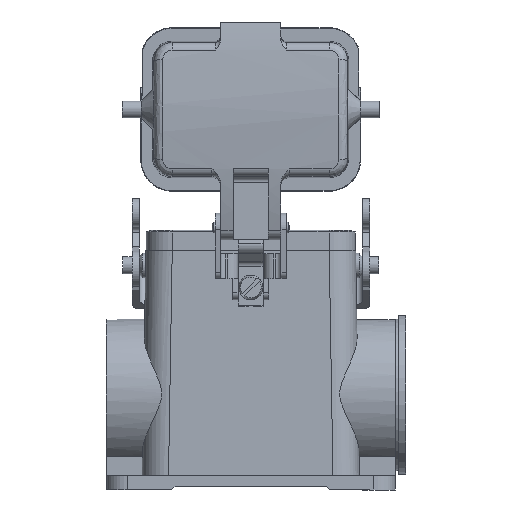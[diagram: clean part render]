
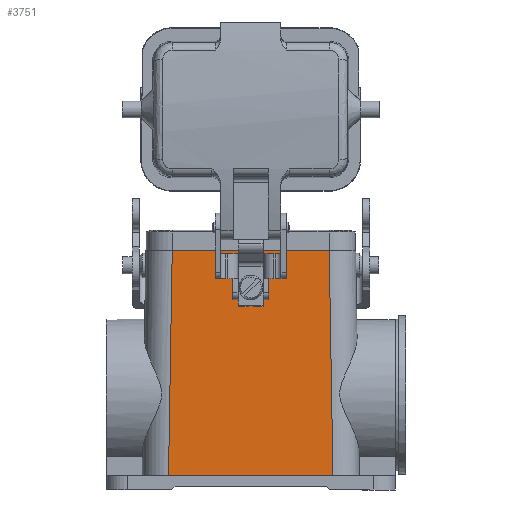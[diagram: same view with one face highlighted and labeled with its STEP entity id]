
A CAD part, front view. The second image highlights one B-rep face of the part: STEP entity #3751.
In plain terms, the highlighted planar face has unit normal (0, -1, 0.009).
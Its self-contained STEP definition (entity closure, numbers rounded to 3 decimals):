
#3551=CARTESIAN_POINT('',(0.0,-22.075,-58.25));
#3552=DIRECTION('',(0.0,-1.,0.009));
#3553=DIRECTION('',(0.0,-0.009,-1.));
#3554=AXIS2_PLACEMENT_3D('',#3551,#3552,#3553);
#3555=PLANE('',#3554);
#3556=CARTESIAN_POINT('',(-1.75,-21.511,4.45));
#3557=VERTEX_POINT('',#3556);
#3558=CARTESIAN_POINT('',(-1.75,-21.509,4.75));
#3559=VERTEX_POINT('',#3558);
#3560=CARTESIAN_POINT('',(-1.75,-21.511,4.45));
#3561=DIRECTION('',(0.0,0.009,1.));
#3562=VECTOR('',#3561,0.3);
#3563=LINE('',#3560,#3562);
#3564=EDGE_CURVE('',#3557,#3559,#3563,.T.);
#3565=ORIENTED_EDGE('',*,*,#3564,.F.);
#3566=CARTESIAN_POINT('',(-1.6,-21.511,4.45));
#3567=VERTEX_POINT('',#3566);
#3568=CARTESIAN_POINT('',(-1.6,-21.511,4.45));
#3569=DIRECTION('',(-1.0,0.0,0.0));
#3570=VECTOR('',#3569,0.15);
#3571=LINE('',#3568,#3570);
#3572=EDGE_CURVE('',#3567,#3557,#3571,.T.);
#3573=ORIENTED_EDGE('',*,*,#3572,.F.);
#3574=CARTESIAN_POINT('',(-1.6,-21.5,5.7));
#3575=VERTEX_POINT('',#3574);
#3576=CARTESIAN_POINT('',(-1.6,-21.5,5.7));
#3577=DIRECTION('',(0.0,-0.009,-1.));
#3578=VECTOR('',#3577,1.25);
#3579=LINE('',#3576,#3578);
#3580=EDGE_CURVE('',#3575,#3567,#3579,.T.);
#3581=ORIENTED_EDGE('',*,*,#3580,.F.);
#3582=CARTESIAN_POINT('',(-22.3,-21.5,5.7));
#3583=VERTEX_POINT('',#3582);
#3584=CARTESIAN_POINT('',(-22.3,-21.5,5.7));
#3585=DIRECTION('',(1.0,0.0,0.0));
#3586=VECTOR('',#3585,20.7);
#3587=LINE('',#3584,#3586);
#3588=EDGE_CURVE('',#3583,#3575,#3587,.T.);
#3589=ORIENTED_EDGE('',*,*,#3588,.F.);
#3590=CARTESIAN_POINT('',(-23.35,-22.075,-58.25));
#3591=VERTEX_POINT('',#3590);
#3592=CARTESIAN_POINT('',(-22.3,-21.5,5.7));
#3593=DIRECTION('',(-0.016,-0.009,-1.));
#3594=VECTOR('',#3593,63.961);
#3595=LINE('',#3592,#3594);
#3596=EDGE_CURVE('',#3583,#3591,#3595,.T.);
#3597=ORIENTED_EDGE('',*,*,#3596,.T.);
#3598=CARTESIAN_POINT('',(23.35,-22.075,-58.25));
#3599=VERTEX_POINT('',#3598);
#3600=CARTESIAN_POINT('',(-23.35,-22.075,-58.25));
#3601=DIRECTION('',(1.0,0.0,0.0));
#3602=VECTOR('',#3601,46.7);
#3603=LINE('',#3600,#3602);
#3604=EDGE_CURVE('',#3591,#3599,#3603,.T.);
#3605=ORIENTED_EDGE('',*,*,#3604,.T.);
#3606=CARTESIAN_POINT('',(22.3,-21.5,5.7));
#3607=VERTEX_POINT('',#3606);
#3608=CARTESIAN_POINT('',(23.35,-22.075,-58.25));
#3609=DIRECTION('',(-0.016,0.009,1.));
#3610=VECTOR('',#3609,63.961);
#3611=LINE('',#3608,#3610);
#3612=EDGE_CURVE('',#3599,#3607,#3611,.T.);
#3613=ORIENTED_EDGE('',*,*,#3612,.T.);
#3614=CARTESIAN_POINT('',(1.6,-21.5,5.7));
#3615=VERTEX_POINT('',#3614);
#3616=CARTESIAN_POINT('',(1.6,-21.5,5.7));
#3617=DIRECTION('',(1.0,0.0,0.0));
#3618=VECTOR('',#3617,20.7);
#3619=LINE('',#3616,#3618);
#3620=EDGE_CURVE('',#3615,#3607,#3619,.T.);
#3621=ORIENTED_EDGE('',*,*,#3620,.F.);
#3622=CARTESIAN_POINT('',(1.6,-21.511,4.45));
#3623=VERTEX_POINT('',#3622);
#3624=CARTESIAN_POINT('',(1.6,-21.511,4.45));
#3625=DIRECTION('',(0.,0.009,1.));
#3626=VECTOR('',#3625,1.25);
#3627=LINE('',#3624,#3626);
#3628=EDGE_CURVE('',#3623,#3615,#3627,.T.);
#3629=ORIENTED_EDGE('',*,*,#3628,.F.);
#3630=CARTESIAN_POINT('',(1.75,-21.511,4.45));
#3631=VERTEX_POINT('',#3630);
#3632=CARTESIAN_POINT('',(1.75,-21.511,4.45));
#3633=DIRECTION('',(-1.0,0.0,0.0));
#3634=VECTOR('',#3633,0.15);
#3635=LINE('',#3632,#3634);
#3636=EDGE_CURVE('',#3631,#3623,#3635,.T.);
#3637=ORIENTED_EDGE('',*,*,#3636,.F.);
#3638=CARTESIAN_POINT('',(1.75,-21.509,4.75));
#3639=VERTEX_POINT('',#3638);
#3640=CARTESIAN_POINT('',(1.75,-21.509,4.75));
#3641=DIRECTION('',(0.0,-0.009,-1.));
#3642=VECTOR('',#3641,0.3);
#3643=LINE('',#3640,#3642);
#3644=EDGE_CURVE('',#3639,#3631,#3643,.T.);
#3645=ORIENTED_EDGE('',*,*,#3644,.F.);
#3646=CARTESIAN_POINT('',(3.6,-21.509,4.75));
#3647=VERTEX_POINT('',#3646);
#3648=CARTESIAN_POINT('',(3.6,-21.509,4.75));
#3649=DIRECTION('',(-1.0,0.0,0.0));
#3650=VECTOR('',#3649,1.85);
#3651=LINE('',#3648,#3650);
#3652=EDGE_CURVE('',#3647,#3639,#3651,.T.);
#3653=ORIENTED_EDGE('',*,*,#3652,.F.);
#3654=CARTESIAN_POINT('',(3.6,-21.625,-8.25));
#3655=VERTEX_POINT('',#3654);
#3656=CARTESIAN_POINT('',(3.6,-21.509,4.75));
#3657=DIRECTION('',(0.,-0.009,-1.));
#3658=VECTOR('',#3657,13.);
#3659=LINE('',#3656,#3658);
#3660=EDGE_CURVE('',#3647,#3655,#3659,.T.);
#3661=ORIENTED_EDGE('',*,*,#3660,.T.);
#3662=CARTESIAN_POINT('',(3.5,-21.625,-8.25));
#3663=VERTEX_POINT('',#3662);
#3664=CARTESIAN_POINT('',(3.5,-21.625,-8.25));
#3665=DIRECTION('',(1.0,0.0,0.0));
#3666=VECTOR('',#3665,0.1);
#3667=LINE('',#3664,#3666);
#3668=EDGE_CURVE('',#3663,#3655,#3667,.T.);
#3669=ORIENTED_EDGE('',*,*,#3668,.F.);
#3670=CARTESIAN_POINT('',(3.5,-21.643,-10.25));
#3671=VERTEX_POINT('',#3670);
#3672=CARTESIAN_POINT('',(3.5,-21.643,-10.25));
#3673=DIRECTION('',(0.0,0.009,1.));
#3674=VECTOR('',#3673,2.);
#3675=LINE('',#3672,#3674);
#3676=EDGE_CURVE('',#3671,#3663,#3675,.T.);
#3677=ORIENTED_EDGE('',*,*,#3676,.F.);
#3678=CARTESIAN_POINT('',(0.707,-21.643,-10.25));
#3679=VERTEX_POINT('',#3678);
#3680=CARTESIAN_POINT('',(0.707,-21.643,-10.25));
#3681=DIRECTION('',(1.0,0.0,0.0));
#3682=VECTOR('',#3681,2.793);
#3683=LINE('',#3680,#3682);
#3684=EDGE_CURVE('',#3679,#3671,#3683,.T.);
#3685=ORIENTED_EDGE('',*,*,#3684,.F.);
#3686=CARTESIAN_POINT('',(0.354,-21.64,-9.896));
#3687=VERTEX_POINT('',#3686);
#3688=CARTESIAN_POINT('',(0.354,-21.64,-9.896));
#3689=DIRECTION('',(0.707,-0.006,-0.707));
#3690=VECTOR('',#3689,0.5);
#3691=LINE('',#3688,#3690);
#3692=EDGE_CURVE('',#3687,#3679,#3691,.T.);
#3693=ORIENTED_EDGE('',*,*,#3692,.F.);
#3694=CARTESIAN_POINT('',(-0.354,-21.64,-9.896));
#3695=VERTEX_POINT('',#3694);
#3696=CARTESIAN_POINT('',(0.,-21.643,-10.25));
#3697=DIRECTION('',(0.0,1.,-0.009));
#3698=DIRECTION('',(0.,0.009,1.));
#3699=AXIS2_PLACEMENT_3D('',#3696,#3697,#3698);
#3700=CIRCLE('',#3699,0.5);
#3701=EDGE_CURVE('',#3695,#3687,#3700,.T.);
#3702=ORIENTED_EDGE('',*,*,#3701,.F.);
#3703=CARTESIAN_POINT('',(-0.707,-21.643,-10.25));
#3704=VERTEX_POINT('',#3703);
#3705=CARTESIAN_POINT('',(-0.707,-21.643,-10.25));
#3706=DIRECTION('',(0.707,0.006,0.707));
#3707=VECTOR('',#3706,0.5);
#3708=LINE('',#3705,#3707);
#3709=EDGE_CURVE('',#3704,#3695,#3708,.T.);
#3710=ORIENTED_EDGE('',*,*,#3709,.F.);
#3711=CARTESIAN_POINT('',(-3.5,-21.643,-10.25));
#3712=VERTEX_POINT('',#3711);
#3713=CARTESIAN_POINT('',(-3.5,-21.643,-10.25));
#3714=DIRECTION('',(1.0,0.0,0.0));
#3715=VECTOR('',#3714,2.793);
#3716=LINE('',#3713,#3715);
#3717=EDGE_CURVE('',#3712,#3704,#3716,.T.);
#3718=ORIENTED_EDGE('',*,*,#3717,.F.);
#3719=CARTESIAN_POINT('',(-3.5,-21.625,-8.25));
#3720=VERTEX_POINT('',#3719);
#3721=CARTESIAN_POINT('',(-3.5,-21.625,-8.25));
#3722=DIRECTION('',(0.,-0.009,-1.));
#3723=VECTOR('',#3722,2.);
#3724=LINE('',#3721,#3723);
#3725=EDGE_CURVE('',#3720,#3712,#3724,.T.);
#3726=ORIENTED_EDGE('',*,*,#3725,.F.);
#3727=CARTESIAN_POINT('',(-3.6,-21.625,-8.25));
#3728=VERTEX_POINT('',#3727);
#3729=CARTESIAN_POINT('',(-3.6,-21.625,-8.25));
#3730=DIRECTION('',(1.0,0.0,0.0));
#3731=VECTOR('',#3730,0.1);
#3732=LINE('',#3729,#3731);
#3733=EDGE_CURVE('',#3728,#3720,#3732,.T.);
#3734=ORIENTED_EDGE('',*,*,#3733,.F.);
#3735=CARTESIAN_POINT('',(-3.6,-21.509,4.75));
#3736=VERTEX_POINT('',#3735);
#3737=CARTESIAN_POINT('',(-3.6,-21.625,-8.25));
#3738=DIRECTION('',(0.0,0.009,1.));
#3739=VECTOR('',#3738,13.);
#3740=LINE('',#3737,#3739);
#3741=EDGE_CURVE('',#3728,#3736,#3740,.T.);
#3742=ORIENTED_EDGE('',*,*,#3741,.T.);
#3743=CARTESIAN_POINT('',(-1.75,-21.509,4.75));
#3744=DIRECTION('',(-1.0,0.0,0.0));
#3745=VECTOR('',#3744,1.85);
#3746=LINE('',#3743,#3745);
#3747=EDGE_CURVE('',#3559,#3736,#3746,.T.);
#3748=ORIENTED_EDGE('',*,*,#3747,.F.);
#3749=EDGE_LOOP('',(#3565,#3573,#3581,#3589,#3597,#3605,#3613,#3621,#3629,#3637,#3645,#3653,#3661,#3669,#3677,#3685,#3693,#3702,#3710,#3718,#3726,#3734,#3742,#3748));
#3750=FACE_OUTER_BOUND('',#3749,.T.);
#3751=ADVANCED_FACE('',(#3750),#3555,.T.);
